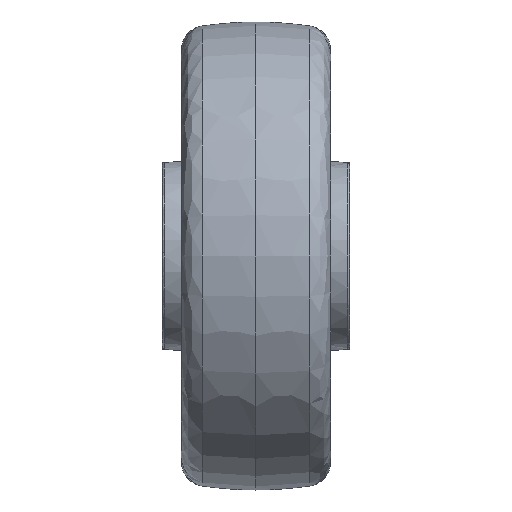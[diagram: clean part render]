
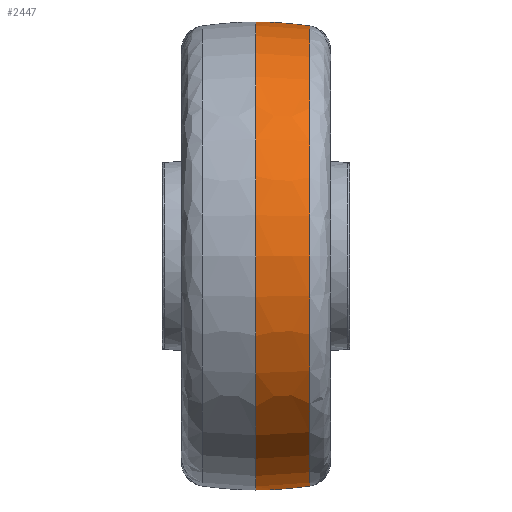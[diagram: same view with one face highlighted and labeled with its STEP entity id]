
A CAD part, front view. The second image highlights one B-rep face of the part: STEP entity #2447.
In plain terms, the highlighted free-form (B-spline) face has degree [3, 3] with [4, 4] control points.
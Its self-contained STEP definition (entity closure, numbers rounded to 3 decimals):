
#28 = EDGE_CURVE ( 'NONE', #3127, #2160, #4477, .T. ) ;
#122 =( BOUNDED_SURFACE ( )  B_SPLINE_SURFACE ( 3, 3, ( 
 ( #3671, #2921, #3988, #660 ),
 ( #2144, #640, #2853, #3622 ),
 ( #3222, #3965, #2124, #3270 ),
 ( #4744, #1422, #2900, #1055 ) ),
 .UNSPECIFIED., .F., .F., .F. ) 
 B_SPLINE_SURFACE_WITH_KNOTS ( ( 4, 4 ),
 ( 4, 4 ),
 ( 0., 1. ),
 ( 0., 1. ),
 .UNSPECIFIED. ) 
 GEOMETRIC_REPRESENTATION_ITEM ( )  RATIONAL_B_SPLINE_SURFACE ( (
 ( 1., 0.333, 0.333, 1.),
 ( 0.998, 0.333, 0.333, 0.998),
 ( 0.998, 0.333, 0.333, 0.998),
 ( 1., 0.333, 0.333, 1.) ) ) 
 REPRESENTATION_ITEM ( '' )  SURFACE ( )  );
#137 = VERTEX_POINT ( 'NONE', #4068 ) ;
#247 = DIRECTION ( 'NONE',  ( 0., 0., 1. ) ) ;
#373 = AXIS2_PLACEMENT_3D ( 'NONE', #3600, #1007, #247 ) ;
#574 = DIRECTION ( 'NONE',  ( 0., 1., 0. ) ) ;
#605 = EDGE_CURVE ( 'NONE', #3127, #1978, #918, .T. ) ;
#640 = CARTESIAN_POINT ( 'NONE',  ( 7.773, -108.518, -62.497 ) ) ;
#660 = CARTESIAN_POINT ( 'NONE',  ( 2.966, 16.477, 62.5 ) ) ;
#720 = DIRECTION ( 'NONE',  ( 0., 0., 1. ) ) ;
#725 = ORIENTED_EDGE ( 'NONE', *, *, #605, .T. ) ;
#755 = AXIS2_PLACEMENT_3D ( 'NONE', #1335, #574, #2813 ) ;
#842 = EDGE_LOOP ( 'NONE', ( #4492, #725, #4362, #2934 ) ) ;
#918 = CIRCLE ( 'NONE', #373, 62.5 ) ;
#1007 = DIRECTION ( 'NONE',  ( 1., 0., 0. ) ) ;
#1055 = CARTESIAN_POINT ( 'NONE',  ( 17.325, 16.477, 61.456 ) ) ;
#1335 = CARTESIAN_POINT ( 'NONE',  ( 2.91, 16.477, -37.5 ) ) ;
#1422 = CARTESIAN_POINT ( 'NONE',  ( 17.325, -106.434, -61.456 ) ) ;
#1978 = VERTEX_POINT ( 'NONE', #2623 ) ;
#2098 = CIRCLE ( 'NONE', #3262, 100. ) ;
#2124 = CARTESIAN_POINT ( 'NONE',  ( 12.568, -107.82, 62.149 ) ) ;
#2144 = CARTESIAN_POINT ( 'NONE',  ( 7.773, 16.477, -62.497 ) ) ;
#2160 = VERTEX_POINT ( 'NONE', #3344 ) ;
#2170 = FACE_OUTER_BOUND ( 'NONE', #842, .T. ) ;
#2447 = ADVANCED_FACE ( 'NONE', ( #2170 ), #122, .T. ) ;
#2614 = CARTESIAN_POINT ( 'NONE',  ( 17.325, 16.477, 0. ) ) ;
#2623 = CARTESIAN_POINT ( 'NONE',  ( 2.966, 16.477, -62.5 ) ) ;
#2629 = CARTESIAN_POINT ( 'NONE',  ( 2.966, 16.477, 62.5 ) ) ;
#2813 = DIRECTION ( 'NONE',  ( 0., 0., 1. ) ) ;
#2853 = CARTESIAN_POINT ( 'NONE',  ( 7.773, -108.518, 62.497 ) ) ;
#2900 = CARTESIAN_POINT ( 'NONE',  ( 17.325, -106.434, 61.456 ) ) ;
#2921 = CARTESIAN_POINT ( 'NONE',  ( 2.966, -108.523, -62.5 ) ) ;
#2934 = ORIENTED_EDGE ( 'NONE', *, *, #3990, .T. ) ;
#3127 = VERTEX_POINT ( 'NONE', #2629 ) ;
#3222 = CARTESIAN_POINT ( 'NONE',  ( 12.568, 16.477, -62.149 ) ) ;
#3262 = AXIS2_PLACEMENT_3D ( 'NONE', #4317, #3976, #4752 ) ;
#3270 = CARTESIAN_POINT ( 'NONE',  ( 12.568, 16.477, 62.149 ) ) ;
#3344 = CARTESIAN_POINT ( 'NONE',  ( 17.325, 16.477, 61.456 ) ) ;
#3600 = CARTESIAN_POINT ( 'NONE',  ( 2.966, 16.477, 0. ) ) ;
#3622 = CARTESIAN_POINT ( 'NONE',  ( 7.773, 16.477, 62.497 ) ) ;
#3671 = CARTESIAN_POINT ( 'NONE',  ( 2.966, 16.477, -62.5 ) ) ;
#3770 = EDGE_CURVE ( 'NONE', #137, #1978, #2098, .T. ) ;
#3792 = AXIS2_PLACEMENT_3D ( 'NONE', #2614, #4414, #720 ) ;
#3965 = CARTESIAN_POINT ( 'NONE',  ( 12.568, -107.82, -62.149 ) ) ;
#3976 = DIRECTION ( 'NONE',  ( 0., 1., 0. ) ) ;
#3988 = CARTESIAN_POINT ( 'NONE',  ( 2.966, -108.523, 62.5 ) ) ;
#3990 = EDGE_CURVE ( 'NONE', #137, #2160, #4105, .T. ) ;
#4068 = CARTESIAN_POINT ( 'NONE',  ( 17.325, 16.477, -61.456 ) ) ;
#4105 = CIRCLE ( 'NONE', #3792, 61.456 ) ;
#4317 = CARTESIAN_POINT ( 'NONE',  ( 2.91, 16.477, 37.5 ) ) ;
#4362 = ORIENTED_EDGE ( 'NONE', *, *, #3770, .F. ) ;
#4414 = DIRECTION ( 'NONE',  ( -1., 0., 0. ) ) ;
#4477 = CIRCLE ( 'NONE', #755, 100. ) ;
#4492 = ORIENTED_EDGE ( 'NONE', *, *, #28, .F. ) ;
#4744 = CARTESIAN_POINT ( 'NONE',  ( 17.325, 16.477, -61.456 ) ) ;
#4752 = DIRECTION ( 'NONE',  ( 0., 0., -1. ) ) ;
